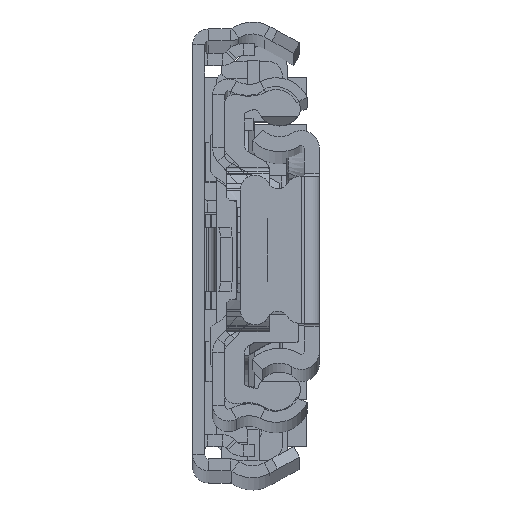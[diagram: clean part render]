
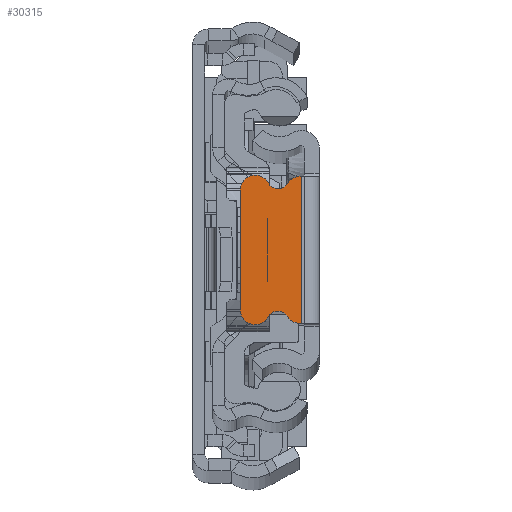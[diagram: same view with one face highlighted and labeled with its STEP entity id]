
A CAD part, top view. The second image highlights one B-rep face of the part: STEP entity #30315.
In plain terms, the highlighted planar face has unit normal (0, 0, 1).
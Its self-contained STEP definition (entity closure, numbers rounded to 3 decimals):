
#18 = CARTESIAN_POINT ( 'NONE',  ( -1.929, 7.37, 0. ) ) ;
#715 = DIRECTION ( 'NONE',  ( -1., 0., 0. ) ) ;
#923 = CARTESIAN_POINT ( 'NONE',  ( -7.929, -6., 0. ) ) ;
#1786 = CARTESIAN_POINT ( 'NONE',  ( -1.929, -7.37, 0. ) ) ;
#2156 = CARTESIAN_POINT ( 'NONE',  ( -7.929, -6., 0. ) ) ;
#2695 = DIRECTION ( 'NONE',  ( 1., 0., 0. ) ) ;
#3623 = DIRECTION ( 'NONE',  ( 0., 0., -1. ) ) ;
#4283 = CARTESIAN_POINT ( 'NONE',  ( -1.929, -7.37, 0. ) ) ;
#4435 = CIRCLE ( 'NONE', #15201, 1.5 ) ;
#4535 = ORIENTED_EDGE ( 'NONE', *, *, #29496, .F. ) ;
#4585 = ORIENTED_EDGE ( 'NONE', *, *, #24330, .F. ) ;
#5107 = DIRECTION ( 'NONE',  ( -1., 0., 0. ) ) ;
#5608 = CARTESIAN_POINT ( 'NONE',  ( -5.109, -6.713, 0. ) ) ;
#5739 = AXIS2_PLACEMENT_3D ( 'NONE', #16724, #13709, #16185 ) ;
#5847 = VERTEX_POINT ( 'NONE', #35082 ) ;
#6638 = DIRECTION ( 'NONE',  ( 1., 0., 0. ) ) ;
#6644 = DIRECTION ( 'NONE',  ( -1., 0., 0. ) ) ;
#7411 = VERTEX_POINT ( 'NONE', #19031 ) ;
#7415 = EDGE_CURVE ( 'NONE', #20741, #15005, #33535, .T. ) ;
#7773 = DIRECTION ( 'NONE',  ( 0., 0., 1. ) ) ;
#8203 = ORIENTED_EDGE ( 'NONE', *, *, #20237, .T. ) ;
#8605 = AXIS2_PLACEMENT_3D ( 'NONE', #22626, #17474, #6638 ) ;
#8664 = CARTESIAN_POINT ( 'NONE',  ( -6.429, 6., 0. ) ) ;
#8800 = CARTESIAN_POINT ( 'NONE',  ( -4.142, -7.236, 0. ) ) ;
#9746 = CIRCLE ( 'NONE', #8605, 1.5 ) ;
#10433 = CIRCLE ( 'NONE', #11567, 1.1 ) ;
#10809 = DIRECTION ( 'NONE',  ( 1., 0., 0. ) ) ;
#10842 = ORIENTED_EDGE ( 'NONE', *, *, #21955, .T. ) ;
#11411 = DIRECTION ( 'NONE',  ( 0., -1., 0. ) ) ;
#11461 = VECTOR ( 'NONE', #715, 1000. ) ;
#11567 = AXIS2_PLACEMENT_3D ( 'NONE', #15197, #12742, #28734 ) ;
#12141 = CARTESIAN_POINT ( 'NONE',  ( -1.929, 5.87, 0. ) ) ;
#12742 = DIRECTION ( 'NONE',  ( 0., 0., -1. ) ) ;
#13457 = PLANE ( 'NONE',  #29935 ) ;
#13486 = VECTOR ( 'NONE', #11411, 1000. ) ;
#13709 = DIRECTION ( 'NONE',  ( 0., 0., 1. ) ) ;
#14553 = CIRCLE ( 'NONE', #19102, 1.5 ) ;
#14720 = LINE ( 'NONE', #25572, #13486 ) ;
#15005 = VERTEX_POINT ( 'NONE', #1786 ) ;
#15197 = CARTESIAN_POINT ( 'NONE',  ( -4.142, 7.236, 0. ) ) ;
#15201 = AXIS2_PLACEMENT_3D ( 'NONE', #8664, #19502, #5107 ) ;
#15492 = ORIENTED_EDGE ( 'NONE', *, *, #24599, .T. ) ;
#15924 = ORIENTED_EDGE ( 'NONE', *, *, #7415, .T. ) ;
#16045 = CARTESIAN_POINT ( 'NONE',  ( -3.206, -6.658, 0. ) ) ;
#16185 = DIRECTION ( 'NONE',  ( 1., 0., 0. ) ) ;
#16724 = CARTESIAN_POINT ( 'NONE',  ( -1.929, -5.87, 0. ) ) ;
#17035 = ORIENTED_EDGE ( 'NONE', *, *, #32769, .T. ) ;
#17474 = DIRECTION ( 'NONE',  ( 0., 0., 1. ) ) ;
#19031 = CARTESIAN_POINT ( 'NONE',  ( -7.929, 6., 0. ) ) ;
#19102 = AXIS2_PLACEMENT_3D ( 'NONE', #12141, #30451, #27781 ) ;
#19307 = VERTEX_POINT ( 'NONE', #24799 ) ;
#19502 = DIRECTION ( 'NONE',  ( 0., 0., 1. ) ) ;
#20237 = EDGE_CURVE ( 'NONE', #35215, #31653, #10433, .T. ) ;
#20487 = ORIENTED_EDGE ( 'NONE', *, *, #28050, .T. ) ;
#20741 = VERTEX_POINT ( 'NONE', #16045 ) ;
#21492 = VERTEX_POINT ( 'NONE', #5608 ) ;
#21917 = LINE ( 'NONE', #18, #24461 ) ;
#21955 = EDGE_CURVE ( 'NONE', #19307, #35215, #14553, .T. ) ;
#22626 = CARTESIAN_POINT ( 'NONE',  ( -6.429, -6., 0. ) ) ;
#24330 = EDGE_CURVE ( 'NONE', #30705, #5847, #14720, .T. ) ;
#24461 = VECTOR ( 'NONE', #2695, 1000. ) ;
#24599 = EDGE_CURVE ( 'NONE', #31653, #7411, #4435, .T. ) ;
#24799 = CARTESIAN_POINT ( 'NONE',  ( -1.929, 7.37, 0. ) ) ;
#25077 = EDGE_CURVE ( 'NONE', #21492, #20741, #31149, .T. ) ;
#25124 = CARTESIAN_POINT ( 'NONE',  ( -5.109, 6.713, 0. ) ) ;
#25479 = DIRECTION ( 'NONE',  ( 0., -1., 0. ) ) ;
#25493 = EDGE_LOOP ( 'NONE', ( #4585, #4535, #10842, #8203, #15492, #17035, #20487, #28382, #15924, #31734 ) ) ;
#25572 = CARTESIAN_POINT ( 'NONE',  ( -1.75, 0., 0. ) ) ;
#25862 = CARTESIAN_POINT ( 'NONE',  ( -3.206, 6.658, 0. ) ) ;
#26647 = FACE_OUTER_BOUND ( 'NONE', #25493, .T. ) ;
#27603 = CARTESIAN_POINT ( 'NONE',  ( -1.75, 7.37, 0. ) ) ;
#27781 = DIRECTION ( 'NONE',  ( -1., 0., 0. ) ) ;
#28050 = EDGE_CURVE ( 'NONE', #31708, #21492, #9746, .T. ) ;
#28382 = ORIENTED_EDGE ( 'NONE', *, *, #25077, .T. ) ;
#28653 = LINE ( 'NONE', #4283, #11461 ) ;
#28734 = DIRECTION ( 'NONE',  ( 1., 0., 0. ) ) ;
#28887 = AXIS2_PLACEMENT_3D ( 'NONE', #8800, #3623, #6644 ) ;
#29496 = EDGE_CURVE ( 'NONE', #19307, #30705, #21917, .T. ) ;
#29633 = EDGE_CURVE ( 'NONE', #5847, #15005, #28653, .T. ) ;
#29935 = AXIS2_PLACEMENT_3D ( 'NONE', #32141, #7773, #10809 ) ;
#30315 = ADVANCED_FACE ( 'NONE', ( #26647 ), #13457, .T. ) ;
#30451 = DIRECTION ( 'NONE',  ( 0., 0., 1. ) ) ;
#30705 = VERTEX_POINT ( 'NONE', #27603 ) ;
#31149 = CIRCLE ( 'NONE', #28887, 1.1 ) ;
#31653 = VERTEX_POINT ( 'NONE', #25124 ) ;
#31708 = VERTEX_POINT ( 'NONE', #2156 ) ;
#31734 = ORIENTED_EDGE ( 'NONE', *, *, #29633, .F. ) ;
#32141 = CARTESIAN_POINT ( 'NONE',  ( 692.771, 0., 0. ) ) ;
#32769 = EDGE_CURVE ( 'NONE', #7411, #31708, #32964, .T. ) ;
#32964 = LINE ( 'NONE', #923, #32985 ) ;
#32985 = VECTOR ( 'NONE', #25479, 1000. ) ;
#33535 = CIRCLE ( 'NONE', #5739, 1.5 ) ;
#35082 = CARTESIAN_POINT ( 'NONE',  ( -1.75, -7.37, 0. ) ) ;
#35215 = VERTEX_POINT ( 'NONE', #25862 ) ;
